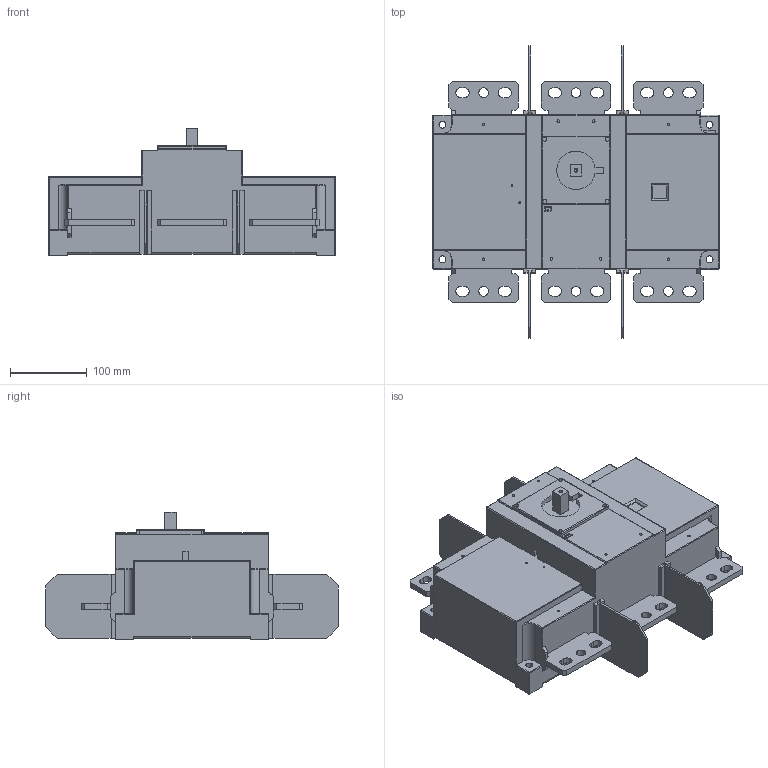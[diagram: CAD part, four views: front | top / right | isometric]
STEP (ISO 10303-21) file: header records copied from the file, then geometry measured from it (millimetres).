
FILE_DESCRIPTION((''),'2;1');
FILE_NAME('004661457_LBS_1600_3P_ASM','2021-09-22T',('marketing.praksa'),('Audax d.o.o.'),'CREO PARAMETRIC BY PTC INC, 2017480','CREO PARAMETRIC BY PTC INC, 2017480','');
FILE_SCHEMA(('AUTOMOTIVE_DESIGN { 1 0 10303 214 1 1 1 1 }'));
Length unit declared in the file: millimetre
Products named in the file (19): LBS_1600_3P_1; PRT7175_1; PRT7176_1_1; PRT7176_1_2; PRT7176_1_3; PRT7176_1_4; PRT7176_1_5; PRT7176_1_6; PRT7176_1_ASM; MI_1; PRT7184_1; PRT7185_1; PRT7186_1; PRT7187_1_1; PRT7187_1_2; PRT7187_1_3; PRT7187_1_ASM; PRT7188_1; 004661457_LBS_1600_3P_ASM
Assembly tree (18 placements, depth 3):
  004661457_LBS_1600_3P_ASM
    LBS_1600_3P_1
    PRT7175_1
    PRT7176_1_ASM
      PRT7176_1_1
      PRT7176_1_2
      PRT7176_1_3
      PRT7176_1_4
      PRT7176_1_5
      PRT7176_1_6
    MI_1
    PRT7184_1
    PRT7185_1
    PRT7186_1
    PRT7187_1_ASM
      PRT7187_1_1
      PRT7187_1_2
      PRT7187_1_3
    PRT7188_1
Bounding box: 372 x 380.4 x 166 mm (x, y, z)
Volume: 8462410.4 mm3; surface area: 433293.2 mm2
Topology: 16 solids, 17 shells, 759 faces, 2016 edges, 1319 vertices
Faces by surface type: plane 522, cylinder 211, sphere 17, torus 4, cone 4, bspline 1
Entity records: 35111 total; most frequent: CARTESIAN_POINT 4467, ORIENTED_EDGE 4028, DIRECTION 3968, PRESENTATION_STYLE_ASSIGNMENT 2609, STYLED_ITEM 2609, CURVE_STYLE 2014, EDGE_CURVE 2014, VECTOR 1560
